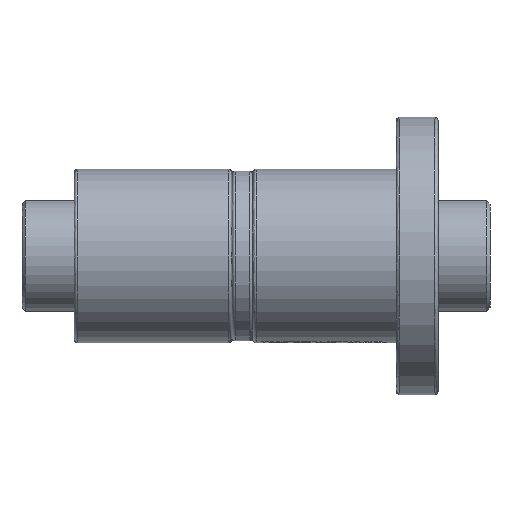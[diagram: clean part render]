
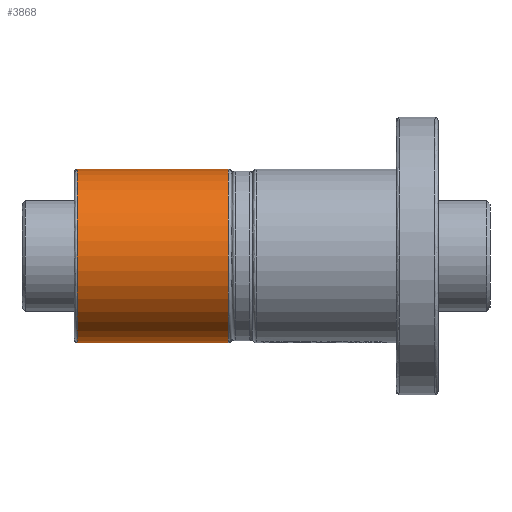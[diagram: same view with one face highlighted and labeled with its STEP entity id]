
A CAD part, front view. The second image highlights one B-rep face of the part: STEP entity #3868.
In plain terms, the highlighted cylindrical face has radius 25 mm (diameter 50 mm), a partial arc.
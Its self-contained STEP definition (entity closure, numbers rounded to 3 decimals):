
#1940 = CARTESIAN_POINT ( 'NONE',  ( -75.5, 0., -25. ) ) ;
#2237 = EDGE_CURVE ( 'NONE', #17180, #17879, #4933, .T. ) ;
#2255 = CARTESIAN_POINT ( 'NONE',  ( -75.5, 0., 25. ) ) ;
#3023 = FACE_OUTER_BOUND ( 'NONE', #23613, .T. ) ;
#3173 = CARTESIAN_POINT ( 'NONE',  ( -135., 0., 0. ) ) ;
#3354 = DIRECTION ( 'NONE',  ( 1., 0., 0. ) ) ;
#3868 = ADVANCED_FACE ( 'NONE', ( #3023 ), #11568, .T. ) ;
#4116 = AXIS2_PLACEMENT_3D ( 'NONE', #9052, #13115, #17007 ) ;
#4933 = LINE ( 'NONE', #5321, #22714 ) ;
#5276 = ORIENTED_EDGE ( 'NONE', *, *, #2237, .T. ) ;
#5287 = EDGE_CURVE ( 'NONE', #17879, #14136, #9651, .T. ) ;
#5321 = CARTESIAN_POINT ( 'NONE',  ( -135., 0., -25. ) ) ;
#5388 = CARTESIAN_POINT ( 'NONE',  ( -119., 0., 25. ) ) ;
#5410 = AXIS2_PLACEMENT_3D ( 'NONE', #18811, #7038, #17000 ) ;
#5576 = LINE ( 'NONE', #7903, #20644 ) ;
#7038 = DIRECTION ( 'NONE',  ( -1., 0., 0. ) ) ;
#7823 = DIRECTION ( 'NONE',  ( 1., 0., 0. ) ) ;
#7903 = CARTESIAN_POINT ( 'NONE',  ( -135., 0., 25. ) ) ;
#9052 = CARTESIAN_POINT ( 'NONE',  ( -119., 0., 0. ) ) ;
#9651 = CIRCLE ( 'NONE', #5410, 25. ) ;
#10722 = CARTESIAN_POINT ( 'NONE',  ( -119., 0., -25. ) ) ;
#11568 = CYLINDRICAL_SURFACE ( 'NONE', #19381, 25. ) ;
#11648 = EDGE_CURVE ( 'NONE', #21473, #17180, #22636, .T. ) ;
#12930 = DIRECTION ( 'NONE',  ( 1., 0., 0. ) ) ;
#13115 = DIRECTION ( 'NONE',  ( 1., 0., 0. ) ) ;
#13221 = ORIENTED_EDGE ( 'NONE', *, *, #5287, .T. ) ;
#14136 = VERTEX_POINT ( 'NONE', #2255 ) ;
#16914 = DIRECTION ( 'NONE',  ( 0., 0., -1. ) ) ;
#17000 = DIRECTION ( 'NONE',  ( 0., 0., -1. ) ) ;
#17007 = DIRECTION ( 'NONE',  ( 0., 0., -1. ) ) ;
#17180 = VERTEX_POINT ( 'NONE', #10722 ) ;
#17879 = VERTEX_POINT ( 'NONE', #1940 ) ;
#18532 = EDGE_CURVE ( 'NONE', #21473, #14136, #5576, .T. ) ;
#18811 = CARTESIAN_POINT ( 'NONE',  ( -75.5, 0., 0. ) ) ;
#19381 = AXIS2_PLACEMENT_3D ( 'NONE', #3173, #3354, #16914 ) ;
#20644 = VECTOR ( 'NONE', #7823, 1000. ) ;
#20682 = ORIENTED_EDGE ( 'NONE', *, *, #11648, .T. ) ;
#21473 = VERTEX_POINT ( 'NONE', #5388 ) ;
#22636 = CIRCLE ( 'NONE', #4116, 25. ) ;
#22714 = VECTOR ( 'NONE', #12930, 1000. ) ;
#23613 = EDGE_LOOP ( 'NONE', ( #23895, #20682, #5276, #13221 ) ) ;
#23895 = ORIENTED_EDGE ( 'NONE', *, *, #18532, .F. ) ;
